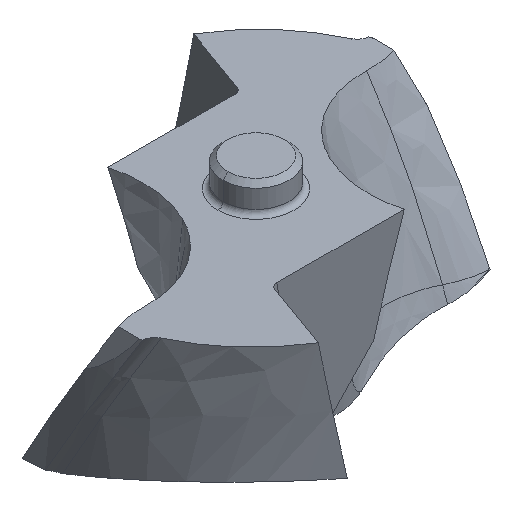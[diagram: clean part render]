
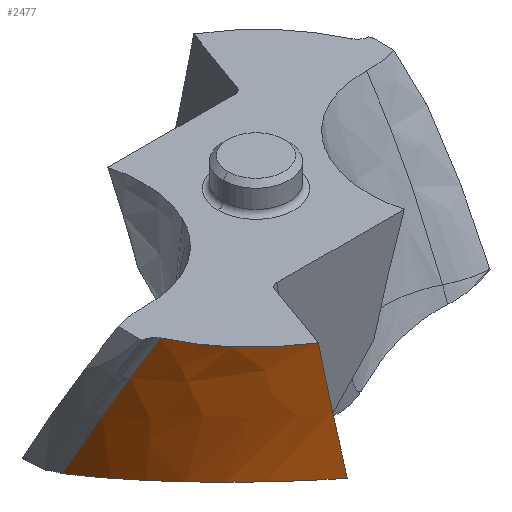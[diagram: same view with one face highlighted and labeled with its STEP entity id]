
A CAD part, isometric view. The second image highlights one B-rep face of the part: STEP entity #2477.
In plain terms, the highlighted free-form (B-spline) face has degree [3, 3] with [7, 5] control points.
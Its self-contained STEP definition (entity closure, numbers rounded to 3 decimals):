
#159=CARTESIAN_POINT('',(-3.073,-4.935,
0.));
#160=CARTESIAN_POINT('',(-3.465,-4.699,
0.));
#161=CARTESIAN_POINT('',(-4.361,-4.002,
0.));
#162=CARTESIAN_POINT('',(-5.02,-3.067,
0.));
#163=CARTESIAN_POINT('',(-5.305,-2.463,
0.));
#757=CARTESIAN_POINT('',(-5.85,-0.059,
-4.44));
#764=CARTESIAN_POINT('',(-2.493,-5.227,
-3.66));
#765=CARTESIAN_POINT('',(-2.666,-5.147,
-3.628));
#766=CARTESIAN_POINT('',(-2.998,-4.972,
-3.575));
#767=CARTESIAN_POINT('',(-3.457,-4.674,
-3.524));
#768=CARTESIAN_POINT('',(-3.879,-4.341,
-3.499));
#769=CARTESIAN_POINT('',(-4.267,-3.973,
-3.5));
#770=CARTESIAN_POINT('',(-4.613,-3.577,
-3.528));
#771=CARTESIAN_POINT('',(-4.926,-3.145,
-3.581));
#772=CARTESIAN_POINT('',(-5.202,-2.679,
-3.661));
#773=CARTESIAN_POINT('',(-5.441,-2.163,
-3.774));
#774=CARTESIAN_POINT('',(-5.608,-1.691,
-3.896));
#775=CARTESIAN_POINT('',(-5.747,-1.144,
-4.057));
#776=CARTESIAN_POINT('',(-5.825,-0.638,
-4.225));
#777=CARTESIAN_POINT('',(-5.849,-0.256,
-4.364));
#778=CARTESIAN_POINT('',(-5.85,-0.059,
-4.44));
#780=CARTESIAN_POINT('',(-5.85,-0.059,
-4.44));
#781=CARTESIAN_POINT('',(-5.85,-0.526,
-3.573));
#782=CARTESIAN_POINT('',(-5.744,-1.341,
-2.093));
#783=CARTESIAN_POINT('',(-5.455,-2.14,
-0.613));
#784=CARTESIAN_POINT('',(-5.305,-2.463,
0.));
#786=CARTESIAN_POINT('',(-3.073,-4.935,
0.));
#787=CARTESIAN_POINT('',(-3.04,-4.946,
-0.196));
#788=CARTESIAN_POINT('',(-2.977,-4.968,
-0.576));
#789=CARTESIAN_POINT('',(-2.889,-5.001,
-1.111));
#790=CARTESIAN_POINT('',(-2.807,-5.035,
-1.613));
#791=CARTESIAN_POINT('',(-2.732,-5.069,
-2.079));
#792=CARTESIAN_POINT('',(-2.64,-5.12,
-2.669));
#793=CARTESIAN_POINT('',(-2.563,-5.172,
-3.18));
#794=CARTESIAN_POINT('',(-2.515,-5.209,
-3.505));
#795=CARTESIAN_POINT('',(-2.493,-5.227,
-3.66));
#946=CARTESIAN_POINT('',(-3.073,-4.935,
0.));
#947=VERTEX_POINT('',#946);
#948=VERTEX_POINT('',#163);
#981=VERTEX_POINT('',#757);
#982=VERTEX_POINT('',#764);
#2434=CARTESIAN_POINT('',(-2.727,-5.169,
-4.485));
#2435=CARTESIAN_POINT('',(-2.378,-5.281,
-3.603));
#2436=CARTESIAN_POINT('',(-1.67,-5.492,
-2.094));
#2437=CARTESIAN_POINT('',(-0.772,-5.685,
-0.585));
#2438=CARTESIAN_POINT('',(-0.368,-5.757,
0.042));
#2439=CARTESIAN_POINT('',(-2.784,-5.139,
-4.485));
#2440=CARTESIAN_POINT('',(-2.436,-5.257,
-3.603));
#2441=CARTESIAN_POINT('',(-1.73,-5.476,
-2.094));
#2442=CARTESIAN_POINT('',(-0.835,-5.678,
-0.585));
#2443=CARTESIAN_POINT('',(-0.431,-5.754,
0.042));
#2444=CARTESIAN_POINT('',(-3.437,-4.782,
-4.485));
#2445=CARTESIAN_POINT('',(-3.105,-4.96,
-3.603));
#2446=CARTESIAN_POINT('',(-2.425,-5.283,
-2.094));
#2447=CARTESIAN_POINT('',(-1.555,-5.59,
-0.585));
#2448=CARTESIAN_POINT('',(-1.162,-5.708,
0.042));
#2449=CARTESIAN_POINT('',(-4.551,-3.86,
-4.485));
#2450=CARTESIAN_POINT('',(-4.27,-4.148,
-3.603));
#2451=CARTESIAN_POINT('',(-3.678,-4.66,
-2.094));
#2452=CARTESIAN_POINT('',(-2.897,-5.154,
-0.585));
#2453=CARTESIAN_POINT('',(-2.54,-5.351,
0.042));
#2454=CARTESIAN_POINT('',(-5.609,-2.055,
-4.485));
#2455=CARTESIAN_POINT('',(-5.452,-2.467,
-3.603));
#2456=CARTESIAN_POINT('',(-5.073,-3.192,
-2.094));
#2457=CARTESIAN_POINT('',(-4.504,-3.899,
-0.585));
#2458=CARTESIAN_POINT('',(-4.236,-4.184,
0.042));
#2459=CARTESIAN_POINT('',(-5.854,-0.674,
-4.485));
#2460=CARTESIAN_POINT('',(-5.803,-1.136,
-3.603));
#2461=CARTESIAN_POINT('',(-5.608,-1.944,
-2.094));
#2462=CARTESIAN_POINT('',(-5.223,-2.735,
-0.585));
#2463=CARTESIAN_POINT('',(-5.031,-3.055,
0.042));
#2464=CARTESIAN_POINT('',(-5.85,0.027,
-4.485));
#2465=CARTESIAN_POINT('',(-5.857,-0.449,
-3.603));
#2466=CARTESIAN_POINT('',(-5.76,-1.283,
-2.094));
#2467=CARTESIAN_POINT('',(-5.472,-2.099,
-0.585));
#2468=CARTESIAN_POINT('',(-5.321,-2.43,
0.042));
#2469=B_SPLINE_SURFACE_WITH_KNOTS('',3,3,((#2434,#2435,#2436,#2437,#2438),
(#2439,#2440,#2441,#2442,#2443),(#2444,#2445,#2446,#2447,#2448),(#2449,#2450,
#2451,#2452,#2453),(#2454,#2455,#2456,#2457,#2458),(#2459,#2460,#2461,#2462,
#2463),(#2464,#2465,#2466,#2467,#2468)),.UNSPECIFIED.,.F.,.F.,.F.,(4,1,1,1,4),
(4,1,4),(0.226,0.25,0.5,0.75,1.008),(
0.087,3.141,5.314),.UNSPECIFIED.);
#2470=ORIENTED_EDGE('',*,*,#1667,.T.);
#2471=ORIENTED_EDGE('',*,*,#2421,.T.);
#2472=ORIENTED_EDGE('',*,*,#1271,.F.);
#2474=ORIENTED_EDGE('',*,*,#2473,.T.);
#2475=EDGE_LOOP('',(#2470,#2471,#2472,#2474));
#2476=FACE_OUTER_BOUND('',#2475,.F.);
#164=B_SPLINE_CURVE_WITH_KNOTS('',3,(#159,#160,#161,#162,#163),.UNSPECIFIED.,
.F.,.F.,(4,1,4),(0.,0.406,1.),.UNSPECIFIED.);
#779=B_SPLINE_CURVE_WITH_KNOTS('',3,(#764,#765,#766,#767,#768,#769,#770,#771,
#772,#773,#774,#775,#776,#777,#778),.UNSPECIFIED.,.F.,.F.,(4,1,1,1,1,1,1,1,1,1,
1,1,4),(0.,0.083,0.167,0.25,0.333,
0.417,0.5,0.583,0.667,0.75,
0.833,0.917,1.),.UNSPECIFIED.);
#785=B_SPLINE_CURVE_WITH_KNOTS('',3,(#780,#781,#782,#783,#784),.UNSPECIFIED.,
.F.,.F.,(4,1,4),(0.,0.586,1.),.UNSPECIFIED.);
#796=B_SPLINE_CURVE_WITH_KNOTS('',3,(#786,#787,#788,#789,#790,#791,#792,#793,
#794,#795),.UNSPECIFIED.,.F.,.F.,(4,1,1,1,1,1,1,4),(0.,0.143,
0.286,0.429,0.571,0.714,
0.857,1.),.UNSPECIFIED.);
#1271=EDGE_CURVE('',#947,#948,#164,.T.);
#1667=EDGE_CURVE('',#982,#981,#779,.T.);
#2421=EDGE_CURVE('',#981,#948,#785,.T.);
#2473=EDGE_CURVE('',#947,#982,#796,.T.);
#2477=ADVANCED_FACE('',(#2476),#2469,.F.);
